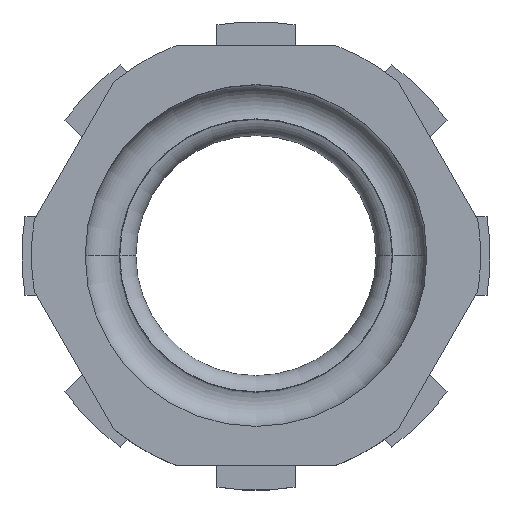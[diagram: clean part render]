
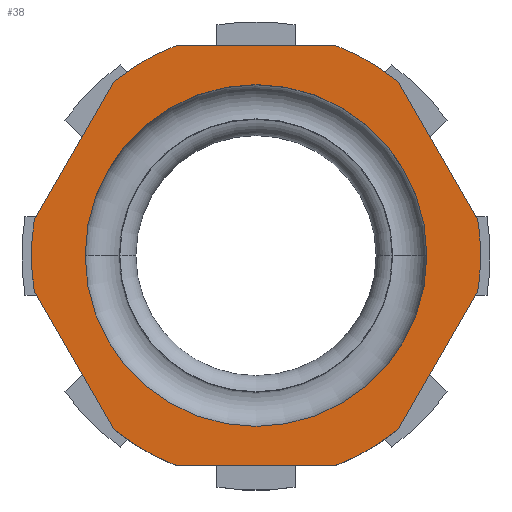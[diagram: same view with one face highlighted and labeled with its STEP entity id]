
A CAD part, top view. The second image highlights one B-rep face of the part: STEP entity #38.
In plain terms, the highlighted planar face has unit normal (0, 0, 1).
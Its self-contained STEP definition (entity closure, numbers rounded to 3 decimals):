
#38 = ADVANCED_FACE ( 'NONE', ( #2328, #2326 ), #2146, .T. ) ;
#222 = CARTESIAN_POINT ( 'NONE',  ( 0., 0., 40. ) ) ;
#226 = DIRECTION ( 'NONE',  ( 0., 0., 1. ) ) ;
#227 = DIRECTION ( 'NONE',  ( 1., 0., 0. ) ) ;
#228 = CARTESIAN_POINT ( 'NONE',  ( 0., 0., 40. ) ) ;
#229 = DIRECTION ( 'NONE',  ( 0., 0., 1. ) ) ;
#230 = DIRECTION ( 'NONE',  ( 1., 0., 0. ) ) ;
#231 = CARTESIAN_POINT ( 'NONE',  ( 0., 0., 40. ) ) ;
#232 = DIRECTION ( 'NONE',  ( 0., 0., 1. ) ) ;
#233 = DIRECTION ( 'NONE',  ( 1., 0., 0. ) ) ;
#234 = CARTESIAN_POINT ( 'NONE',  ( 0., 0., 40. ) ) ;
#235 = DIRECTION ( 'NONE',  ( 0., 0., 1. ) ) ;
#236 = DIRECTION ( 'NONE',  ( 1., 0., 0. ) ) ;
#237 = CARTESIAN_POINT ( 'NONE',  ( 0., 0., 40. ) ) ;
#238 = DIRECTION ( 'NONE',  ( 0., 0., 1. ) ) ;
#239 = DIRECTION ( 'NONE',  ( 1., 0., 0. ) ) ;
#240 = CARTESIAN_POINT ( 'NONE',  ( 0., 0., 40. ) ) ;
#241 = DIRECTION ( 'NONE',  ( 0., 0., 1. ) ) ;
#242 = DIRECTION ( 'NONE',  ( 1., 0., 0. ) ) ;
#243 = CARTESIAN_POINT ( 'NONE',  ( 0., 0., 40. ) ) ;
#244 = DIRECTION ( 'NONE',  ( 0., 0., 1. ) ) ;
#245 = DIRECTION ( 'NONE',  ( 1., 0., 0. ) ) ;
#247 = LINE ( 'NONE', #248, #1413 ) ;
#248 = CARTESIAN_POINT ( 'NONE',  ( 24.826, 0., 40. ) ) ;
#249 = DIRECTION ( 'NONE',  ( -0.5, 0.866, 0. ) ) ;
#256 = LINE ( 'NONE', #257, #1416 ) ;
#257 = CARTESIAN_POINT ( 'NONE',  ( 12.413, -21.5, 40. ) ) ;
#258 = DIRECTION ( 'NONE',  ( 0.5, 0.866, 0. ) ) ;
#262 = LINE ( 'NONE', #263, #1418 ) ;
#263 = CARTESIAN_POINT ( 'NONE',  ( -12.413, -21.5, 40. ) ) ;
#264 = DIRECTION ( 'NONE',  ( 1., 0., 0. ) ) ;
#271 = LINE ( 'NONE', #272, #1421 ) ;
#272 = CARTESIAN_POINT ( 'NONE',  ( -24.826, 0., 40. ) ) ;
#273 = DIRECTION ( 'NONE',  ( 0.5, -0.866, 0. ) ) ;
#280 = LINE ( 'NONE', #281, #1424 ) ;
#281 = CARTESIAN_POINT ( 'NONE',  ( -12.413, 21.5, 40. ) ) ;
#282 = DIRECTION ( 'NONE',  ( -0.5, -0.866, 0. ) ) ;
#289 = LINE ( 'NONE', #290, #1427 ) ;
#290 = CARTESIAN_POINT ( 'NONE',  ( 12.413, 21.5, 40. ) ) ;
#291 = DIRECTION ( 'NONE',  ( -1., 0., 0. ) ) ;
#729 = CARTESIAN_POINT ( 'NONE',  ( 0., 0., 40. ) ) ;
#733 = DIRECTION ( 'NONE',  ( 0., 0., 1. ) ) ;
#734 = DIRECTION ( 'NONE',  ( 1., 0., 0. ) ) ;
#744 = CARTESIAN_POINT ( 'NONE',  ( 0., 0., 40. ) ) ;
#745 = DIRECTION ( 'NONE',  ( 0., 0., 1. ) ) ;
#746 = DIRECTION ( 'NONE',  ( 1., 0., 0. ) ) ;
#932 = EDGE_LOOP ( 'NONE', ( #2517, #2521 ) ) ;
#933 = EDGE_LOOP ( 'NONE', ( #2519, #2522, #2520, #2523, #2524, #2525, #2526, #2527, #2528, #2529, #2531, #2532, #2530 ) ) ;
#988 = VERTEX_POINT ( 'NONE', #2300 ) ;
#1017 = VERTEX_POINT ( 'NONE', #1503 ) ;
#1018 = VERTEX_POINT ( 'NONE', #1504 ) ;
#1020 = VERTEX_POINT ( 'NONE', #1506 ) ;
#1021 = VERTEX_POINT ( 'NONE', #1507 ) ;
#1022 = VERTEX_POINT ( 'NONE', #1508 ) ;
#1023 = VERTEX_POINT ( 'NONE', #1509 ) ;
#1024 = VERTEX_POINT ( 'NONE', #1510 ) ;
#1025 = VERTEX_POINT ( 'NONE', #1511 ) ;
#1026 = VERTEX_POINT ( 'NONE', #1512 ) ;
#1027 = VERTEX_POINT ( 'NONE', #1513 ) ;
#1028 = VERTEX_POINT ( 'NONE', #1514 ) ;
#1053 = VERTEX_POINT ( 'NONE', #1539 ) ;
#1124 = VERTEX_POINT ( 'NONE', #1610 ) ;
#1130 = VERTEX_POINT ( 'NONE', #1616 ) ;
#1402 = AXIS2_PLACEMENT_3D ( 'NONE', #222, #226, #227 ) ;
#1404 = AXIS2_PLACEMENT_3D ( 'NONE', #228, #229, #230 ) ;
#1405 = AXIS2_PLACEMENT_3D ( 'NONE', #231, #232, #233 ) ;
#1406 = AXIS2_PLACEMENT_3D ( 'NONE', #234, #235, #236 ) ;
#1408 = AXIS2_PLACEMENT_3D ( 'NONE', #237, #238, #239 ) ;
#1409 = AXIS2_PLACEMENT_3D ( 'NONE', #240, #241, #242 ) ;
#1410 = AXIS2_PLACEMENT_3D ( 'NONE', #243, #244, #245 ) ;
#1413 = VECTOR ( 'NONE', #249, 1000. ) ;
#1416 = VECTOR ( 'NONE', #258, 1000. ) ;
#1418 = VECTOR ( 'NONE', #264, 1000. ) ;
#1421 = VECTOR ( 'NONE', #273, 1000. ) ;
#1424 = VECTOR ( 'NONE', #282, 1000. ) ;
#1427 = VECTOR ( 'NONE', #291, 1000. ) ;
#1503 = CARTESIAN_POINT ( 'NONE',  ( 14.535, 17.825, 40. ) ) ;
#1504 = CARTESIAN_POINT ( 'NONE',  ( 22.705, 3.675, 40. ) ) ;
#1506 = CARTESIAN_POINT ( 'NONE',  ( 14.535, -17.825, 40. ) ) ;
#1507 = CARTESIAN_POINT ( 'NONE',  ( 8.17, -21.5, 40. ) ) ;
#1508 = CARTESIAN_POINT ( 'NONE',  ( -8.17, -21.5, 40. ) ) ;
#1509 = CARTESIAN_POINT ( 'NONE',  ( -14.535, -17.825, 40. ) ) ;
#1510 = CARTESIAN_POINT ( 'NONE',  ( -22.705, -3.675, 40. ) ) ;
#1511 = CARTESIAN_POINT ( 'NONE',  ( -22.705, 3.675, 40. ) ) ;
#1512 = CARTESIAN_POINT ( 'NONE',  ( -14.535, 17.825, 40. ) ) ;
#1513 = CARTESIAN_POINT ( 'NONE',  ( -8.17, 21.5, 40. ) ) ;
#1514 = CARTESIAN_POINT ( 'NONE',  ( 8.17, 21.5, 40. ) ) ;
#1539 = CARTESIAN_POINT ( 'NONE',  ( 22.705, -3.675, 40. ) ) ;
#1610 = CARTESIAN_POINT ( 'NONE',  ( -17.5, 0., 40. ) ) ;
#1616 = CARTESIAN_POINT ( 'NONE',  ( 23., 0., 40. ) ) ;
#1781 = CIRCLE ( 'NONE', #2787, 23. ) ;
#1783 = CIRCLE ( 'NONE', #2782, 17.5 ) ;
#2146 = PLANE ( 'NONE',  #2333 ) ;
#2147 = CARTESIAN_POINT ( 'NONE',  ( 0., 0., 40. ) ) ;
#2148 = DIRECTION ( 'NONE',  ( 0., 0., 1. ) ) ;
#2149 = DIRECTION ( 'NONE',  ( 1., 0., 0. ) ) ;
#2300 = CARTESIAN_POINT ( 'NONE',  ( 17.5, 0., 40. ) ) ;
#2326 = FACE_OUTER_BOUND ( 'NONE', #933, .T. ) ;
#2328 = FACE_BOUND ( 'NONE', #932, .T. ) ;
#2333 = AXIS2_PLACEMENT_3D ( 'NONE', #2147, #2148, #2149 ) ;
#2517 = ORIENTED_EDGE ( 'NONE', *, *, #2914, .F. ) ;
#2519 = ORIENTED_EDGE ( 'NONE', *, *, #2915, .T. ) ;
#2520 = ORIENTED_EDGE ( 'NONE', *, *, #2929, .T. ) ;
#2521 = ORIENTED_EDGE ( 'NONE', *, *, #2846, .F. ) ;
#2522 = ORIENTED_EDGE ( 'NONE', *, *, #2913, .T. ) ;
#2523 = ORIENTED_EDGE ( 'NONE', *, *, #2912, .T. ) ;
#2524 = ORIENTED_EDGE ( 'NONE', *, *, #2926, .T. ) ;
#2525 = ORIENTED_EDGE ( 'NONE', *, *, #2911, .T. ) ;
#2526 = ORIENTED_EDGE ( 'NONE', *, *, #2923, .T. ) ;
#2527 = ORIENTED_EDGE ( 'NONE', *, *, #2910, .T. ) ;
#2528 = ORIENTED_EDGE ( 'NONE', *, *, #2920, .T. ) ;
#2529 = ORIENTED_EDGE ( 'NONE', *, *, #2909, .T. ) ;
#2530 = ORIENTED_EDGE ( 'NONE', *, *, #2908, .T. ) ;
#2531 = ORIENTED_EDGE ( 'NONE', *, *, #2918, .T. ) ;
#2532 = ORIENTED_EDGE ( 'NONE', *, *, #2850, .T. ) ;
#2782 = AXIS2_PLACEMENT_3D ( 'NONE', #729, #733, #734 ) ;
#2787 = AXIS2_PLACEMENT_3D ( 'NONE', #744, #745, #746 ) ;
#2846 = EDGE_CURVE ( 'NONE', #1124, #988, #1783, .T. ) ;
#2850 = EDGE_CURVE ( 'NONE', #1053, #1130, #1781, .T. ) ;
#2908 = EDGE_CURVE ( 'NONE', #1130, #1018, #2994, .T. ) ;
#2909 = EDGE_CURVE ( 'NONE', #1021, #1020, #2995, .T. ) ;
#2910 = EDGE_CURVE ( 'NONE', #1023, #1022, #2996, .T. ) ;
#2911 = EDGE_CURVE ( 'NONE', #1025, #1024, #2997, .T. ) ;
#2912 = EDGE_CURVE ( 'NONE', #1027, #1026, #2998, .T. ) ;
#2913 = EDGE_CURVE ( 'NONE', #1017, #1028, #2999, .T. ) ;
#2914 = EDGE_CURVE ( 'NONE', #988, #1124, #3000, .T. ) ;
#2915 = EDGE_CURVE ( 'NONE', #1018, #1017, #247, .T. ) ;
#2918 = EDGE_CURVE ( 'NONE', #1020, #1053, #256, .T. ) ;
#2920 = EDGE_CURVE ( 'NONE', #1022, #1021, #262, .T. ) ;
#2923 = EDGE_CURVE ( 'NONE', #1024, #1023, #271, .T. ) ;
#2926 = EDGE_CURVE ( 'NONE', #1026, #1025, #280, .T. ) ;
#2929 = EDGE_CURVE ( 'NONE', #1028, #1027, #289, .T. ) ;
#2994 = CIRCLE ( 'NONE', #1402, 23. ) ;
#2995 = CIRCLE ( 'NONE', #1404, 23. ) ;
#2996 = CIRCLE ( 'NONE', #1405, 23. ) ;
#2997 = CIRCLE ( 'NONE', #1406, 23. ) ;
#2998 = CIRCLE ( 'NONE', #1408, 23. ) ;
#2999 = CIRCLE ( 'NONE', #1409, 23. ) ;
#3000 = CIRCLE ( 'NONE', #1410, 17.5 ) ;
